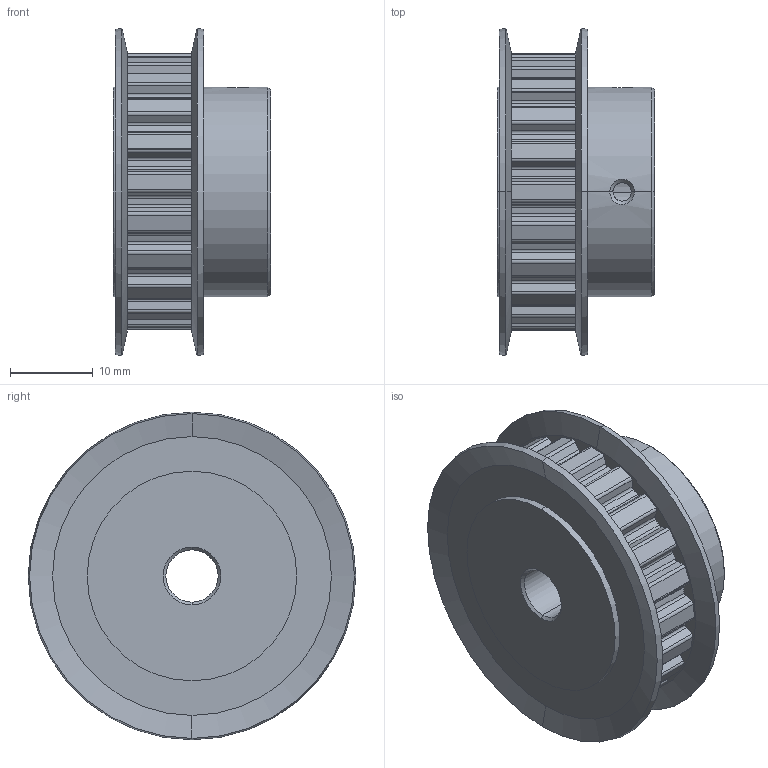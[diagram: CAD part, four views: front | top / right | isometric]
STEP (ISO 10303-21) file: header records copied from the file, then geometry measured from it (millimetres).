
FILE_DESCRIPTION (( 'STEP AP214' ), '1' );
FILE_NAME ('APB21XL025BF-250.step', '2015-04-08T21:01:08', ( '' ), ( '' ), 'SwSTEP 2.0', 'SolidWorks 2014', '' );
FILE_SCHEMA (( 'AUTOMOTIVE_DESIGN' ));
Length unit declared in the file: inch
Products named in the file (1): APB21XL025BF-250
Bounding box: 19.05 x 39.7 x 39.7 mm (x, y, z)
Volume: 12661.3 mm3; surface area: 5745.4 mm2
Topology: 1 solids, 1 shells, 223 faces, 638 edges, 419 vertices
Faces by surface type: cylinder 132, plane 69, cone 18, bspline 4
Entity records: 9531 total; most frequent: CARTESIAN_POINT 3432, DIRECTION 1337, ORIENTED_EDGE 1276, EDGE_CURVE 638, AXIS2_PLACEMENT_3D 498, VERTEX_POINT 419, VECTOR 341, LINE 341
